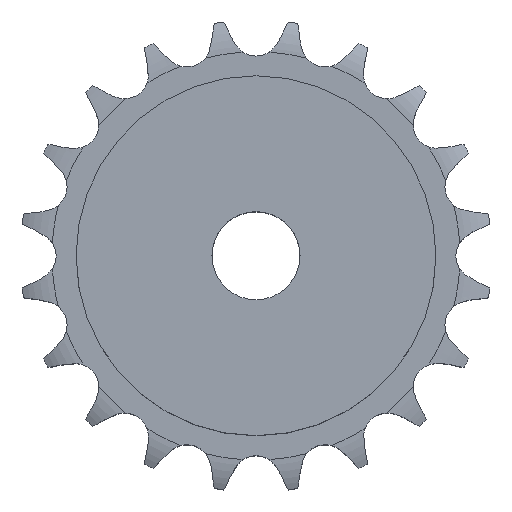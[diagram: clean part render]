
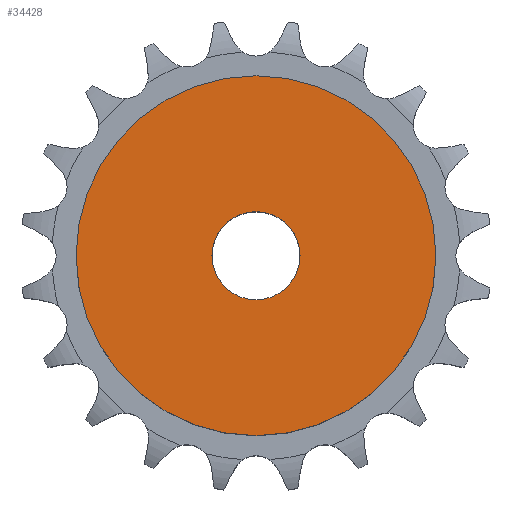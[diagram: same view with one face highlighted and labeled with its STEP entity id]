
A CAD part, top view. The second image highlights one B-rep face of the part: STEP entity #34428.
In plain terms, the highlighted planar face has unit normal (0, 0, 1).
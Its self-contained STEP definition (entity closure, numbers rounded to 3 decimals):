
#18337 = CYLINDRICAL_SURFACE('',#18338,6.);
#18338 = AXIS2_PLACEMENT_3D('',#18339,#18340,#18341);
#18339 = CARTESIAN_POINT('',(0.,0.,104.407));
#18340 = DIRECTION('',(0.,0.,1.));
#18341 = DIRECTION('',(1.,0.,0.));
#23469 = EDGE_CURVE('',#23470,#23470,#23472,.T.);
#23470 = VERTEX_POINT('',#23471);
#23471 = CARTESIAN_POINT('',(6.,0.,30.));
#23472 = SURFACE_CURVE('',#23473,(#23478,#23485),.PCURVE_S1.);
#23473 = CIRCLE('',#23474,6.);
#23474 = AXIS2_PLACEMENT_3D('',#23475,#23476,#23477);
#23475 = CARTESIAN_POINT('',(0.,0.,30.));
#23476 = DIRECTION('',(0.,0.,1.));
#23477 = DIRECTION('',(1.,0.,0.));
#23478 = PCURVE('',#18337,#23479);
#23479 = DEFINITIONAL_REPRESENTATION('',(#23480),#23484);
#23480 = LINE('',#23481,#23482);
#23481 = CARTESIAN_POINT('',(0.,-74.407));
#23482 = VECTOR('',#23483,1.);
#23483 = DIRECTION('',(1.,0.));
#23484 = ( GEOMETRIC_REPRESENTATION_CONTEXT(2) 
PARAMETRIC_REPRESENTATION_CONTEXT() REPRESENTATION_CONTEXT('2D SPACE',''
  ) );
#23485 = PCURVE('',#23486,#23491);
#23486 = PLANE('',#23487);
#23487 = AXIS2_PLACEMENT_3D('',#23488,#23489,#23490);
#23488 = CARTESIAN_POINT('',(0.,0.,30.)
  );
#23489 = DIRECTION('',(0.,0.,1.));
#23490 = DIRECTION('',(1.,0.,0.));
#23491 = DEFINITIONAL_REPRESENTATION('',(#23492),#23496);
#23492 = CIRCLE('',#23493,6.);
#23493 = AXIS2_PLACEMENT_2D('',#23494,#23495);
#23494 = CARTESIAN_POINT('',(0.,0.));
#23495 = DIRECTION('',(1.,0.));
#23496 = ( GEOMETRIC_REPRESENTATION_CONTEXT(2) 
PARAMETRIC_REPRESENTATION_CONTEXT() REPRESENTATION_CONTEXT('2D SPACE',''
  ) );
#34428 = ADVANCED_FACE('',(#34429,#34460),#23486,.T.);
#34429 = FACE_BOUND('',#34430,.T.);
#34430 = EDGE_LOOP('',(#34431));
#34431 = ORIENTED_EDGE('',*,*,#34432,.T.);
#34432 = EDGE_CURVE('',#34433,#34433,#34435,.T.);
#34433 = VERTEX_POINT('',#34434);
#34434 = CARTESIAN_POINT('',(24.5,0.,30.));
#34435 = SURFACE_CURVE('',#34436,(#34441,#34448),.PCURVE_S1.);
#34436 = CIRCLE('',#34437,24.5);
#34437 = AXIS2_PLACEMENT_3D('',#34438,#34439,#34440);
#34438 = CARTESIAN_POINT('',(0.,0.,30.));
#34439 = DIRECTION('',(0.,0.,1.));
#34440 = DIRECTION('',(1.,0.,0.));
#34441 = PCURVE('',#23486,#34442);
#34442 = DEFINITIONAL_REPRESENTATION('',(#34443),#34447);
#34443 = CIRCLE('',#34444,24.5);
#34444 = AXIS2_PLACEMENT_2D('',#34445,#34446);
#34445 = CARTESIAN_POINT('',(0.,0.));
#34446 = DIRECTION('',(1.,0.));
#34447 = ( GEOMETRIC_REPRESENTATION_CONTEXT(2) 
PARAMETRIC_REPRESENTATION_CONTEXT() REPRESENTATION_CONTEXT('2D SPACE',''
  ) );
#34448 = PCURVE('',#34449,#34454);
#34449 = CYLINDRICAL_SURFACE('',#34450,24.5);
#34450 = AXIS2_PLACEMENT_3D('',#34451,#34452,#34453);
#34451 = CARTESIAN_POINT('',(0.,0.,0.));
#34452 = DIRECTION('',(-0.,-0.,-1.));
#34453 = DIRECTION('',(1.,0.,0.));
#34454 = DEFINITIONAL_REPRESENTATION('',(#34455),#34459);
#34455 = LINE('',#34456,#34457);
#34456 = CARTESIAN_POINT('',(-0.,-30.));
#34457 = VECTOR('',#34458,1.);
#34458 = DIRECTION('',(-1.,0.));
#34459 = ( GEOMETRIC_REPRESENTATION_CONTEXT(2) 
PARAMETRIC_REPRESENTATION_CONTEXT() REPRESENTATION_CONTEXT('2D SPACE',''
  ) );
#34460 = FACE_BOUND('',#34461,.T.);
#34461 = EDGE_LOOP('',(#34462));
#34462 = ORIENTED_EDGE('',*,*,#23469,.F.);
